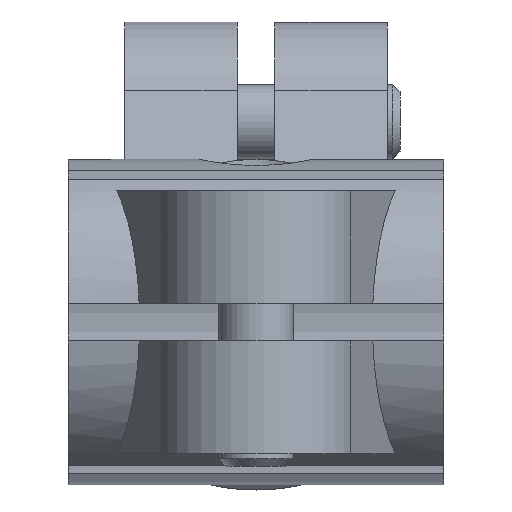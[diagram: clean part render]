
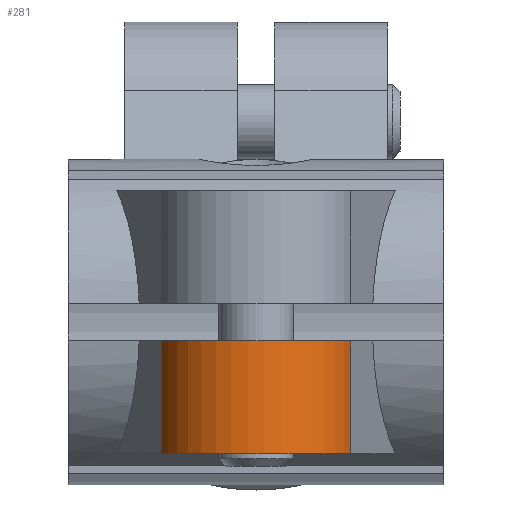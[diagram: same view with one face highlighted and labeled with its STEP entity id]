
A CAD part, left-side view. The second image highlights one B-rep face of the part: STEP entity #281.
In plain terms, the highlighted cylindrical face has radius 8 mm (diameter 16 mm), a partial arc.
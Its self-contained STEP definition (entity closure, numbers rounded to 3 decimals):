
#281 = ADVANCED_FACE( '', ( #639 ), #640, .T. );
#639 = FACE_OUTER_BOUND( '', #1133, .T. );
#640 = CYLINDRICAL_SURFACE( '', #1134, 8. );
#1133 = EDGE_LOOP( '', ( #1759, #1760, #1761, #1762 ) );
#1134 = AXIS2_PLACEMENT_3D( '', #1763, #1764, #1765 );
#1759 = ORIENTED_EDGE( '', *, *, #2997, .F. );
#1760 = ORIENTED_EDGE( '', *, *, #2998, .T. );
#1761 = ORIENTED_EDGE( '', *, *, #2999, .T. );
#1762 = ORIENTED_EDGE( '', *, *, #2911, .F. );
#1763 = CARTESIAN_POINT( '', ( -15.5, 15., 10.5 ) );
#1764 = DIRECTION( '', ( 0., 0., 1. ) );
#1765 = DIRECTION( '', ( -1., 0., 0. ) );
#2911 = EDGE_CURVE( '', #3421, #3424, #3425, .T. );
#2997 = EDGE_CURVE( '', #3575, #3421, #3576, .T. );
#2998 = EDGE_CURVE( '', #3575, #3577, #3578, .T. );
#2999 = EDGE_CURVE( '', #3577, #3424, #3579, .T. );
#3421 = VERTEX_POINT( '', #4176 );
#3424 = VERTEX_POINT( '', #4180 );
#3425 = LINE( '', #4181, #4182 );
#3575 = VERTEX_POINT( '', #4461 );
#3576 = CIRCLE( '', #4462, 8. );
#3577 = VERTEX_POINT( '', #4463 );
#3578 = LINE( '', #4464, #4465 );
#3579 = CIRCLE( '', #4466, 8. );
#4176 = CARTESIAN_POINT( '', ( -18.073, 7.425, -1.5 ) );
#4180 = CARTESIAN_POINT( '', ( -18.073, 7.425, -10.5 ) );
#4181 = CARTESIAN_POINT( '', ( -18.073, 7.425, 10.5 ) );
#4182 = VECTOR( '', #5446, 1000. );
#4461 = CARTESIAN_POINT( '', ( -18.073, 22.575, -1.5 ) );
#4462 = AXIS2_PLACEMENT_3D( '', #5553, #5554, #5555 );
#4463 = CARTESIAN_POINT( '', ( -18.073, 22.575, -10.5 ) );
#4464 = CARTESIAN_POINT( '', ( -18.073, 22.575, 10.5 ) );
#4465 = VECTOR( '', #5556, 1000. );
#4466 = AXIS2_PLACEMENT_3D( '', #5557, #5558, #5559 );
#5446 = DIRECTION( '', ( 0., 0., -1. ) );
#5553 = CARTESIAN_POINT( '', ( -15.5, 15., -1.5 ) );
#5554 = DIRECTION( '', ( 0., 0., 1. ) );
#5555 = DIRECTION( '', ( 1., 0., 0. ) );
#5556 = DIRECTION( '', ( 0., 0., -1. ) );
#5557 = CARTESIAN_POINT( '', ( -15.5, 15., -10.5 ) );
#5558 = DIRECTION( '', ( 0., 0., 1. ) );
#5559 = DIRECTION( '', ( 1., 0., 0. ) );
